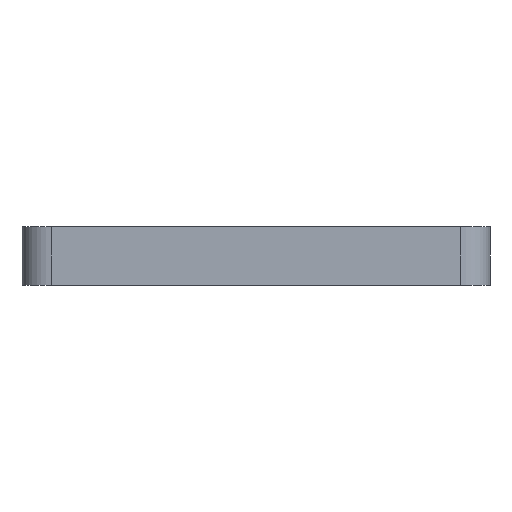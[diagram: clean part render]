
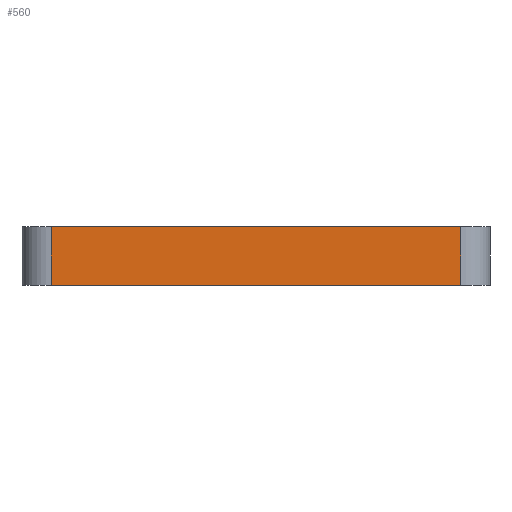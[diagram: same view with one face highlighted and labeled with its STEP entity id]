
A CAD part, left-side view. The second image highlights one B-rep face of the part: STEP entity #560.
In plain terms, the highlighted planar face has unit normal (-1, 0, 0).
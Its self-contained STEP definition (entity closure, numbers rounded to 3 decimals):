
#7 = FACE_OUTER_BOUND ( 'NONE', #279, .T. ) ;
#13 = DIRECTION ( 'NONE',  ( 0., -1., 0. ) ) ;
#56 = PLANE ( 'NONE',  #166 ) ;
#101 = VERTEX_POINT ( 'NONE', #999 ) ;
#110 = VECTOR ( 'NONE', #13, 1000. ) ;
#111 = DIRECTION ( 'NONE',  ( 0., 0., -1. ) ) ;
#116 = VERTEX_POINT ( 'NONE', #1314 ) ;
#129 = LINE ( 'NONE', #656, #110 ) ;
#145 = CARTESIAN_POINT ( 'NONE',  ( -37.915, 14., 4. ) ) ;
#149 = LINE ( 'NONE', #1153, #167 ) ;
#166 = AXIS2_PLACEMENT_3D ( 'NONE', #1290, #185, #882 ) ;
#167 = VECTOR ( 'NONE', #553, 1000. ) ;
#172 = EDGE_CURVE ( 'NONE', #1118, #116, #386, .T. ) ;
#185 = DIRECTION ( 'NONE',  ( 1., 0., 0. ) ) ;
#222 = VECTOR ( 'NONE', #745, 1000. ) ;
#224 = LINE ( 'NONE', #1245, #222 ) ;
#279 = EDGE_LOOP ( 'NONE', ( #827, #327, #717, #420 ) ) ;
#319 = EDGE_CURVE ( 'NONE', #1118, #1103, #224, .T. ) ;
#327 = ORIENTED_EDGE ( 'NONE', *, *, #385, .T. ) ;
#337 = VECTOR ( 'NONE', #111, 1000. ) ;
#385 = EDGE_CURVE ( 'NONE', #101, #1103, #149, .T. ) ;
#386 = LINE ( 'NONE', #733, #337 ) ;
#420 = ORIENTED_EDGE ( 'NONE', *, *, #172, .T. ) ;
#451 = EDGE_CURVE ( 'NONE', #116, #101, #129, .T. ) ;
#553 = DIRECTION ( 'NONE',  ( 0., 0., 1. ) ) ;
#560 = ADVANCED_FACE ( 'NONE', ( #7 ), #56, .F. ) ;
#656 = CARTESIAN_POINT ( 'NONE',  ( -37.915, 16., 0. ) ) ;
#717 = ORIENTED_EDGE ( 'NONE', *, *, #319, .F. ) ;
#733 = CARTESIAN_POINT ( 'NONE',  ( -37.915, 14., 4. ) ) ;
#745 = DIRECTION ( 'NONE',  ( 0., -1., 0. ) ) ;
#827 = ORIENTED_EDGE ( 'NONE', *, *, #451, .T. ) ;
#882 = DIRECTION ( 'NONE',  ( 0., 1., 0. ) ) ;
#999 = CARTESIAN_POINT ( 'NONE',  ( -37.915, -14., 0. ) ) ;
#1103 = VERTEX_POINT ( 'NONE', #1154 ) ;
#1118 = VERTEX_POINT ( 'NONE', #145 ) ;
#1153 = CARTESIAN_POINT ( 'NONE',  ( -37.915, -14., 4. ) ) ;
#1154 = CARTESIAN_POINT ( 'NONE',  ( -37.915, -14., 4. ) ) ;
#1245 = CARTESIAN_POINT ( 'NONE',  ( -37.915, 16., 4. ) ) ;
#1290 = CARTESIAN_POINT ( 'NONE',  ( -37.915, 16., 4. ) ) ;
#1314 = CARTESIAN_POINT ( 'NONE',  ( -37.915, 14., 0. ) ) ;
